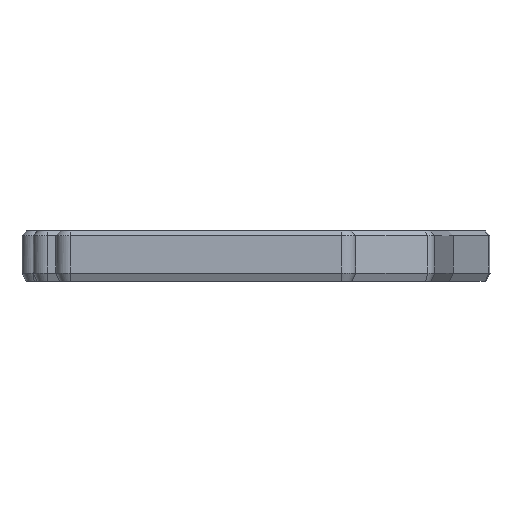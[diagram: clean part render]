
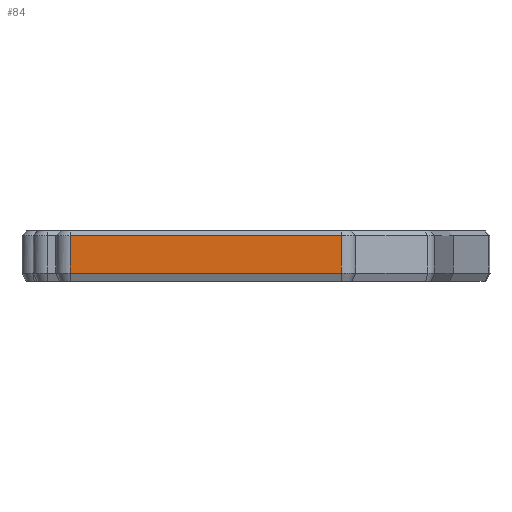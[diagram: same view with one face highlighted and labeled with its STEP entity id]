
A CAD part, left-side view. The second image highlights one B-rep face of the part: STEP entity #84.
In plain terms, the highlighted planar face has unit normal (-1, 0, 0).
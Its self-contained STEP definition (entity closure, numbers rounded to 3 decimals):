
#84=ADVANCED_FACE('',(#241),#2428,.T.);
#241=FACE_OUTER_BOUND('',#399,.T.);
#399=EDGE_LOOP('',(#733,#734,#735,#736));
#733=ORIENTED_EDGE('',*,*,#1436,.F.);
#734=ORIENTED_EDGE('',*,*,#1437,.F.);
#735=ORIENTED_EDGE('',*,*,#1433,.T.);
#736=ORIENTED_EDGE('',*,*,#1428,.F.);
#1428=EDGE_CURVE('',#2190,#2193,#1929,.T.);
#1433=EDGE_CURVE('',#2197,#2193,#1932,.T.);
#1436=EDGE_CURVE('',#2199,#2190,#1745,.T.);
#1437=EDGE_CURVE('',#2197,#2199,#1933,.T.);
#1745=(
BOUNDED_CURVE()
B_SPLINE_CURVE(1,(#3661,#3662),.UNSPECIFIED.,.F.,.F.)
B_SPLINE_CURVE_WITH_KNOTS((2,2),(1.,8.9),.UNSPECIFIED.)
CURVE()
GEOMETRIC_REPRESENTATION_ITEM()
RATIONAL_B_SPLINE_CURVE((1.,1.))
REPRESENTATION_ITEM('')
);
#1929=B_SPLINE_CURVE_WITH_KNOTS('',1,(#3643,#3644),.UNSPECIFIED.,.F.,.F.,
(2,2),(-5.432,52.135),.UNSPECIFIED.);
#1932=B_SPLINE_CURVE_WITH_KNOTS('',1,(#3654,#3655),.UNSPECIFIED.,.F.,.F.,
(2,2),(1.,8.9),.UNSPECIFIED.);
#1933=B_SPLINE_CURVE_WITH_KNOTS('',1,(#3663,#3664),.UNSPECIFIED.,.F.,.F.,
(2,2),(0.,57.154),.UNSPECIFIED.);
#2190=VERTEX_POINT('',#3165);
#2193=VERTEX_POINT('',#3168);
#2197=VERTEX_POINT('',#3172);
#2199=VERTEX_POINT('',#3174);
#2428=PLANE('',#2559);
#2559=AXIS2_PLACEMENT_3D('',#2859,#2697,$);
#2697=DIRECTION('',(-1.,0.,0.));
#2859=CARTESIAN_POINT('',(-416.185,339.532,11.18));
#3165=CARTESIAN_POINT('',(-416.185,339.532,3.28));
#3168=CARTESIAN_POINT('',(-416.185,396.685,3.28));
#3172=CARTESIAN_POINT('',(-416.185,396.685,11.18));
#3174=CARTESIAN_POINT('',(-416.185,339.532,11.18));
#3643=CARTESIAN_POINT('',(-416.185,339.532,3.28));
#3644=CARTESIAN_POINT('',(-416.185,396.685,3.28));
#3654=CARTESIAN_POINT('',(-416.185,396.685,11.18));
#3655=CARTESIAN_POINT('',(-416.185,396.685,3.28));
#3661=CARTESIAN_POINT('',(-416.185,339.532,11.18));
#3662=CARTESIAN_POINT('',(-416.185,339.532,3.28));
#3663=CARTESIAN_POINT('',(-416.185,396.685,11.18));
#3664=CARTESIAN_POINT('',(-416.185,339.532,11.18));
